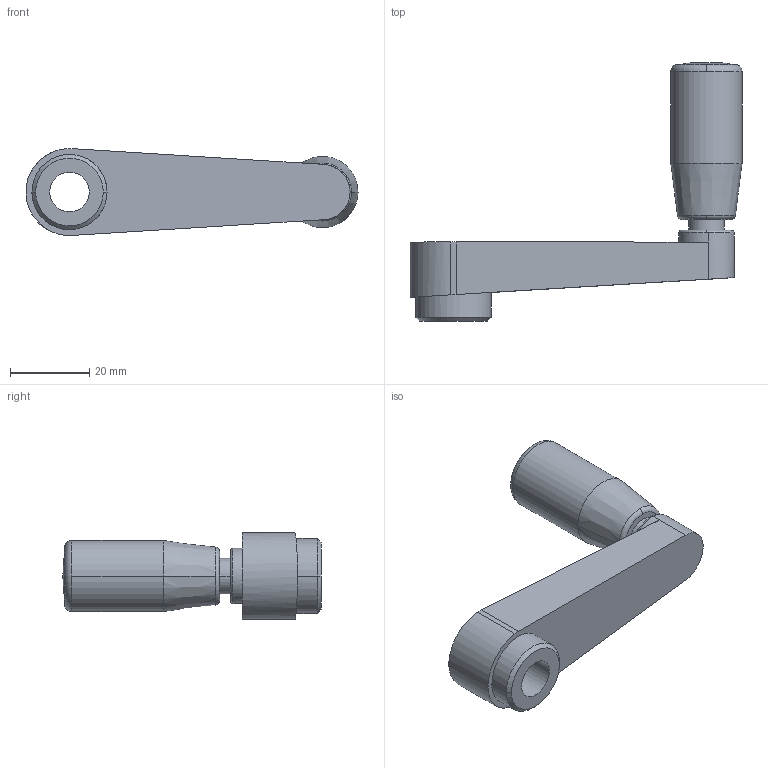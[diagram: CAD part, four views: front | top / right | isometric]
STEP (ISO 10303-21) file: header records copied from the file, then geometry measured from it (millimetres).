
FILE_DESCRIPTION(('STEP AP214'),'1');
FILE_NAME('gn_22501.stp','2017-10-18T10:44:23',('TraceParts'),('TraceParts S.A.'),'Spatial InterOp 3D',' ',' ');
FILE_SCHEMA(('automotive_design'));
Length unit declared in the file: millimetre
Products named in the file (1): gn_22501
Bounding box: 84 x 65.34 x 21.98 mm (x, y, z)
Volume: 26828.7 mm3; surface area: 8381.4 mm2
Topology: 1 solids, 1 shells, 30 faces, 71 edges, 46 vertices
Faces by surface type: cylinder 12, plane 7, torus 6, cone 4, sphere 1
Entity records: 910 total; most frequent: DIRECTION 181, CARTESIAN_POINT 148, ORIENTED_EDGE 142, AXIS2_PLACEMENT_3D 79, EDGE_CURVE 71, VERTEX_POINT 46, CIRCLE 43, EDGE_LOOP 35
